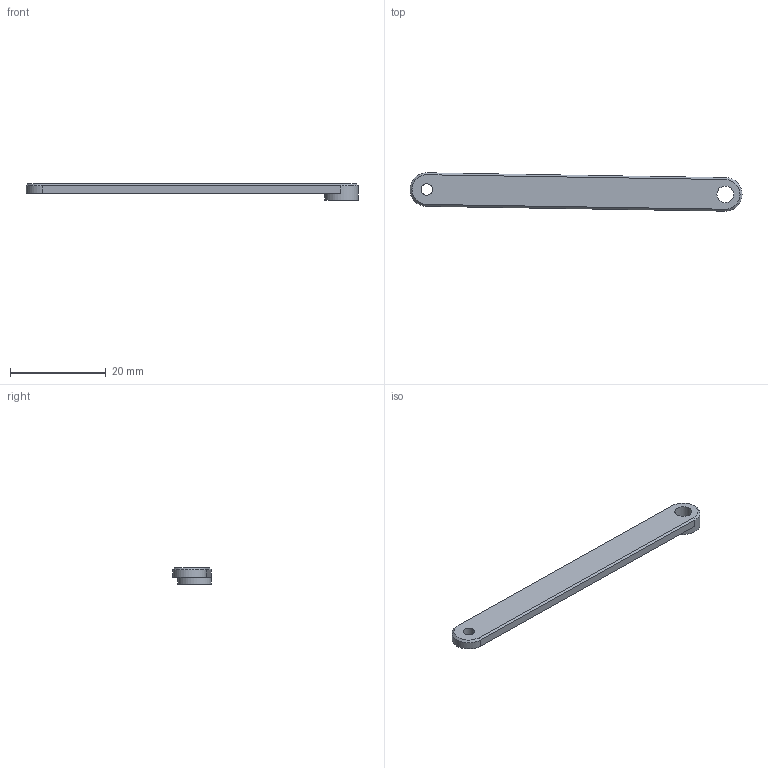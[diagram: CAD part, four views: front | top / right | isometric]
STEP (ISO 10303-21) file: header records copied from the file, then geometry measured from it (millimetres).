
FILE_DESCRIPTION(/* description */ (''),/* implementation_level */ '2;1');
FILE_NAME(/* name */ 'Connecting Arm Higher.step',/* time_stamp */ '2022-04-10T14:25:46+02:00',/* author */ (''),/* organization */ (''),/* preprocessor_version */ 'ST-DEVELOPER v18.1',/* originating_system */ 'Autodesk Translation Framework v10.14.0.1471',/* authorisation */ '');
FILE_SCHEMA (('AUTOMOTIVE_DESIGN { 1 0 10303 214 3 1 1 }'));
Length unit declared in the file: millimetre
Products named in the file (1): Connecting Arm Higher
Bounding box: 69.4 x 8 x 3.4 mm (x, y, z)
Volume: 951.1 mm3; surface area: 1264.7 mm2
Topology: 1 solids, 1 shells, 13 faces, 28 edges, 17 vertices
Faces by surface type: plane 7, cylinder 4, cone 2
Full cylindrical faces by diameter (mm): 2.4 x1, 3.5 x1, 7 x1
Entity records: 401 total; most frequent: DIRECTION 67, CARTESIAN_POINT 59, ORIENTED_EDGE 56, EDGE_CURVE 28, AXIS2_PLACEMENT_3D 25, EDGE_LOOP 17, LINE 17, VECTOR 17
